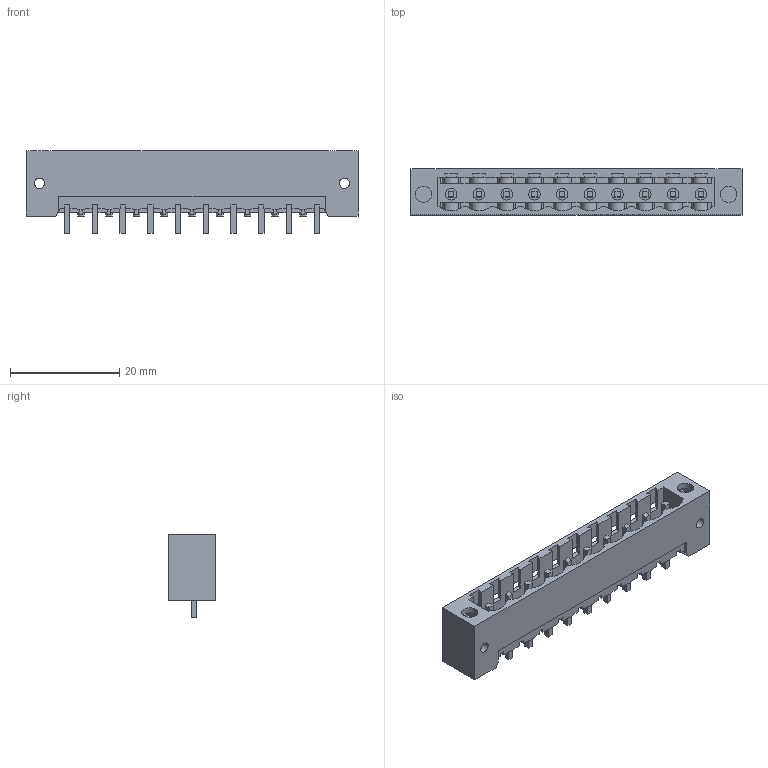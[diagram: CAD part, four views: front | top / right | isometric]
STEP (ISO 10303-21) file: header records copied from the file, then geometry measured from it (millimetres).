
FILE_DESCRIPTION(('CATIA V5 STEP Exchange','CAx-IF Rec.Pracs.--- Model Styling and Organization---1.2---2011-12-15'),'2;1');
FILE_NAME ('D1456760_0_1820780000_1820780000.stp','2018-03-21T10:11:49+00:00',('none'),('Weidmueller'),'CATIA Version 5-6 Release 2014','CATIA V5 STEP AP214','none');
FILE_SCHEMA(('AUTOMOTIVE_DESIGN { 1 0 10303 214 1 1 1 1 }'));
Length unit declared in the file: millimetre
Products named in the file (1): 1820780000
Bounding box: 60.8 x 8.43 x 15.2 mm (x, y, z)
Volume: 2298.5 mm3; surface area: 5476 mm2
Topology: 11 solids, 11 shells, 651 faces, 2039 edges, 1397 vertices
Faces by surface type: plane 536, cylinder 105, extrusion 10
Entity records: 23188 total; most frequent: CARTESIAN_POINT 5261, ORIENTED_EDGE 4078, DIRECTION 3128, EDGE_CURVE 2039, VECTOR 1668, LINE 1658, VERTEX_POINT 1397, AXIS2_PLACEMENT_3D 819
